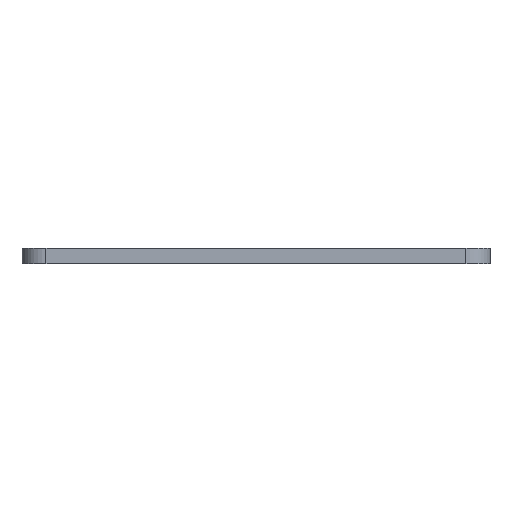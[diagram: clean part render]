
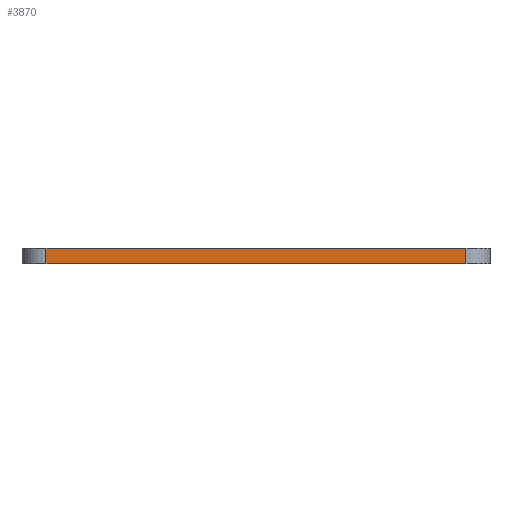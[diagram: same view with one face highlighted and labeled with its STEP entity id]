
A CAD part, left-side view. The second image highlights one B-rep face of the part: STEP entity #3870.
In plain terms, the highlighted planar face has unit normal (-1, 0, 0).
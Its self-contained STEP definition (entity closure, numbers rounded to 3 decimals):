
#83 = PLANE('',#84);
#84 = AXIS2_PLACEMENT_3D('',#85,#86,#87);
#85 = CARTESIAN_POINT('',(148.501,-105.004,1.6));
#86 = DIRECTION('',(-0.,-0.,-1.));
#87 = DIRECTION('',(-1.,0.,0.));
#111 = CYLINDRICAL_SURFACE('',#112,2.54);
#112 = AXIS2_PLACEMENT_3D('',#113,#114,#115);
#113 = CARTESIAN_POINT('',(114.211,-127.229,0.));
#114 = DIRECTION('',(-0.,-0.,-1.));
#115 = DIRECTION('',(1.,0.,-0.));
#137 = PLANE('',#138);
#138 = AXIS2_PLACEMENT_3D('',#139,#140,#141);
#139 = CARTESIAN_POINT('',(148.501,-105.004,0.));
#140 = DIRECTION('',(-0.,-0.,-1.));
#141 = DIRECTION('',(-1.,0.,0.));
#238 = EDGE_CURVE('',#239,#241,#243,.T.);
#239 = VERTEX_POINT('',#240);
#240 = CARTESIAN_POINT('',(111.671,-127.229,0.));
#241 = VERTEX_POINT('',#242);
#242 = CARTESIAN_POINT('',(111.671,-127.229,1.6));
#243 = SURFACE_CURVE('',#244,(#248,#255),.PCURVE_S1.);
#244 = LINE('',#245,#246);
#245 = CARTESIAN_POINT('',(111.671,-127.229,0.));
#246 = VECTOR('',#247,1.);
#247 = DIRECTION('',(0.,0.,1.));
#248 = PCURVE('',#111,#249);
#249 = DEFINITIONAL_REPRESENTATION('',(#250),#254);
#250 = LINE('',#251,#252);
#251 = CARTESIAN_POINT('',(-3.141,0.));
#252 = VECTOR('',#253,1.);
#253 = DIRECTION('',(-0.,-1.));
#254 = ( GEOMETRIC_REPRESENTATION_CONTEXT(2) 
PARAMETRIC_REPRESENTATION_CONTEXT() REPRESENTATION_CONTEXT('2D SPACE',''
  ) );
#255 = PCURVE('',#256,#261);
#256 = PLANE('',#257);
#257 = AXIS2_PLACEMENT_3D('',#258,#259,#260);
#258 = CARTESIAN_POINT('',(111.671,-127.229,0.));
#259 = DIRECTION('',(-1.,0.,0.));
#260 = DIRECTION('',(0.,1.,0.));
#261 = DEFINITIONAL_REPRESENTATION('',(#262),#266);
#262 = LINE('',#263,#264);
#263 = CARTESIAN_POINT('',(0.,0.));
#264 = VECTOR('',#265,1.);
#265 = DIRECTION('',(0.,-1.));
#266 = ( GEOMETRIC_REPRESENTATION_CONTEXT(2) 
PARAMETRIC_REPRESENTATION_CONTEXT() REPRESENTATION_CONTEXT('2D SPACE',''
  ) );
#326 = EDGE_CURVE('',#239,#327,#329,.T.);
#327 = VERTEX_POINT('',#328);
#328 = CARTESIAN_POINT('',(111.671,-82.779,0.));
#329 = SURFACE_CURVE('',#330,(#334,#341),.PCURVE_S1.);
#330 = LINE('',#331,#332);
#331 = CARTESIAN_POINT('',(111.671,-127.229,0.));
#332 = VECTOR('',#333,1.);
#333 = DIRECTION('',(0.,1.,0.));
#334 = PCURVE('',#137,#335);
#335 = DEFINITIONAL_REPRESENTATION('',(#336),#340);
#336 = LINE('',#337,#338);
#337 = CARTESIAN_POINT('',(36.83,-22.225));
#338 = VECTOR('',#339,1.);
#339 = DIRECTION('',(0.,1.));
#340 = ( GEOMETRIC_REPRESENTATION_CONTEXT(2) 
PARAMETRIC_REPRESENTATION_CONTEXT() REPRESENTATION_CONTEXT('2D SPACE',''
  ) );
#341 = PCURVE('',#256,#342);
#342 = DEFINITIONAL_REPRESENTATION('',(#343),#347);
#343 = LINE('',#344,#345);
#344 = CARTESIAN_POINT('',(0.,0.));
#345 = VECTOR('',#346,1.);
#346 = DIRECTION('',(1.,0.));
#347 = ( GEOMETRIC_REPRESENTATION_CONTEXT(2) 
PARAMETRIC_REPRESENTATION_CONTEXT() REPRESENTATION_CONTEXT('2D SPACE',''
  ) );
#370 = CYLINDRICAL_SURFACE('',#371,2.54);
#371 = AXIS2_PLACEMENT_3D('',#372,#373,#374);
#372 = CARTESIAN_POINT('',(114.211,-82.779,0.));
#373 = DIRECTION('',(-0.,-0.,-1.));
#374 = DIRECTION('',(1.,0.,-0.));
#2220 = EDGE_CURVE('',#241,#2221,#2223,.T.);
#2221 = VERTEX_POINT('',#2222);
#2222 = CARTESIAN_POINT('',(111.671,-82.779,1.6));
#2223 = SURFACE_CURVE('',#2224,(#2228,#2235),.PCURVE_S1.);
#2224 = LINE('',#2225,#2226);
#2225 = CARTESIAN_POINT('',(111.671,-127.229,1.6));
#2226 = VECTOR('',#2227,1.);
#2227 = DIRECTION('',(0.,1.,0.));
#2228 = PCURVE('',#83,#2229);
#2229 = DEFINITIONAL_REPRESENTATION('',(#2230),#2234);
#2230 = LINE('',#2231,#2232);
#2231 = CARTESIAN_POINT('',(36.83,-22.225));
#2232 = VECTOR('',#2233,1.);
#2233 = DIRECTION('',(0.,1.));
#2234 = ( GEOMETRIC_REPRESENTATION_CONTEXT(2) 
PARAMETRIC_REPRESENTATION_CONTEXT() REPRESENTATION_CONTEXT('2D SPACE',''
  ) );
#2235 = PCURVE('',#256,#2236);
#2236 = DEFINITIONAL_REPRESENTATION('',(#2237),#2241);
#2237 = LINE('',#2238,#2239);
#2238 = CARTESIAN_POINT('',(0.,-1.6));
#2239 = VECTOR('',#2240,1.);
#2240 = DIRECTION('',(1.,0.));
#2241 = ( GEOMETRIC_REPRESENTATION_CONTEXT(2) 
PARAMETRIC_REPRESENTATION_CONTEXT() REPRESENTATION_CONTEXT('2D SPACE',''
  ) );
#3870 = ADVANCED_FACE('',(#3871),#256,.T.);
#3871 = FACE_BOUND('',#3872,.T.);
#3872 = EDGE_LOOP('',(#3873,#3874,#3875,#3896));
#3873 = ORIENTED_EDGE('',*,*,#238,.T.);
#3874 = ORIENTED_EDGE('',*,*,#2220,.T.);
#3875 = ORIENTED_EDGE('',*,*,#3876,.F.);
#3876 = EDGE_CURVE('',#327,#2221,#3877,.T.);
#3877 = SURFACE_CURVE('',#3878,(#3882,#3889),.PCURVE_S1.);
#3878 = LINE('',#3879,#3880);
#3879 = CARTESIAN_POINT('',(111.671,-82.779,0.));
#3880 = VECTOR('',#3881,1.);
#3881 = DIRECTION('',(0.,0.,1.));
#3882 = PCURVE('',#256,#3883);
#3883 = DEFINITIONAL_REPRESENTATION('',(#3884),#3888);
#3884 = LINE('',#3885,#3886);
#3885 = CARTESIAN_POINT('',(44.45,0.));
#3886 = VECTOR('',#3887,1.);
#3887 = DIRECTION('',(0.,-1.));
#3888 = ( GEOMETRIC_REPRESENTATION_CONTEXT(2) 
PARAMETRIC_REPRESENTATION_CONTEXT() REPRESENTATION_CONTEXT('2D SPACE',''
  ) );
#3889 = PCURVE('',#370,#3890);
#3890 = DEFINITIONAL_REPRESENTATION('',(#3891),#3895);
#3891 = LINE('',#3892,#3893);
#3892 = CARTESIAN_POINT('',(-3.141,0.));
#3893 = VECTOR('',#3894,1.);
#3894 = DIRECTION('',(-0.,-1.));
#3895 = ( GEOMETRIC_REPRESENTATION_CONTEXT(2) 
PARAMETRIC_REPRESENTATION_CONTEXT() REPRESENTATION_CONTEXT('2D SPACE',''
  ) );
#3896 = ORIENTED_EDGE('',*,*,#326,.F.);
